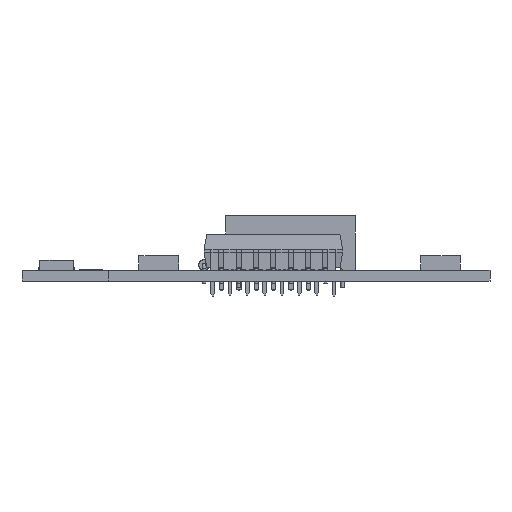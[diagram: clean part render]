
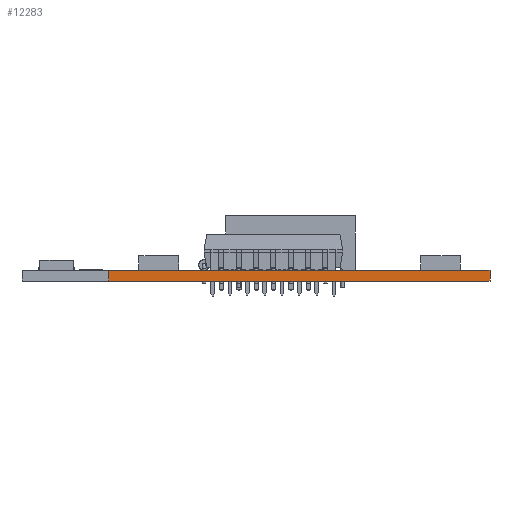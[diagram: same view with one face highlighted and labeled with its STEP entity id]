
A CAD part, left-side view. The second image highlights one B-rep face of the part: STEP entity #12283.
In plain terms, the highlighted planar face has unit normal (-1, 0, 0).
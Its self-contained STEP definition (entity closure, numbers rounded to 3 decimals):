
#407=PLANE('',#13167);
#1009=FACE_OUTER_BOUND('',#1669,.T.);
#1669=EDGE_LOOP('',(#8706,#8707,#8708,#8709));
#2500=LINE('',#17824,#3953);
#2501=LINE('',#17827,#3954);
#2502=LINE('',#17829,#3955);
#2503=LINE('',#17830,#3956);
#3953=VECTOR('',#14442,10.);
#3954=VECTOR('',#14445,10.);
#3955=VECTOR('',#14446,10.);
#3956=VECTOR('',#14447,10.);
#5723=VERTEX_POINT('',#17820);
#5724=VERTEX_POINT('',#17822);
#5725=VERTEX_POINT('',#17826);
#5726=VERTEX_POINT('',#17828);
#6908=EDGE_CURVE('',#5723,#5724,#2500,.T.);
#6909=EDGE_CURVE('',#5725,#5723,#2501,.T.);
#6910=EDGE_CURVE('',#5726,#5724,#2502,.T.);
#6911=EDGE_CURVE('',#5725,#5726,#2503,.T.);
#8706=ORIENTED_EDGE('',*,*,#6909,.T.);
#8707=ORIENTED_EDGE('',*,*,#6908,.T.);
#8708=ORIENTED_EDGE('',*,*,#6910,.F.);
#8709=ORIENTED_EDGE('',*,*,#6911,.F.);
#12283=ADVANCED_FACE('',(#1009),#407,.T.);
#13167=AXIS2_PLACEMENT_3D('',#17825,#14443,#14444);
#14442=DIRECTION('',(0.,0.,1.));
#14443=DIRECTION('center_axis',(-1.,0.,0.));
#14444=DIRECTION('ref_axis',(0.,-1.,0.));
#14445=DIRECTION('',(0.,-1.,0.));
#14446=DIRECTION('',(0.,-1.,0.));
#14447=DIRECTION('',(0.,0.,1.));
#17820=CARTESIAN_POINT('',(22.73,0.,0.));
#17822=CARTESIAN_POINT('',(22.73,0.,1.57));
#17824=CARTESIAN_POINT('',(22.73,0.,0.));
#17825=CARTESIAN_POINT('Origin',(22.73,55.88,0.));
#17826=CARTESIAN_POINT('',(22.73,55.88,0.));
#17827=CARTESIAN_POINT('',(22.73,55.88,0.));
#17828=CARTESIAN_POINT('',(22.73,55.88,1.57));
#17829=CARTESIAN_POINT('',(22.73,55.88,1.57));
#17830=CARTESIAN_POINT('',(22.73,55.88,0.));
